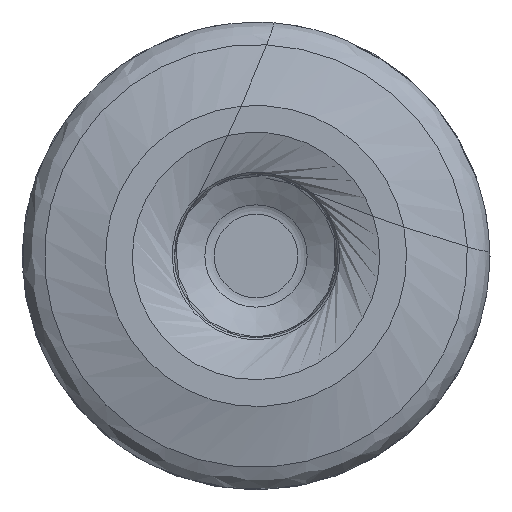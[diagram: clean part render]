
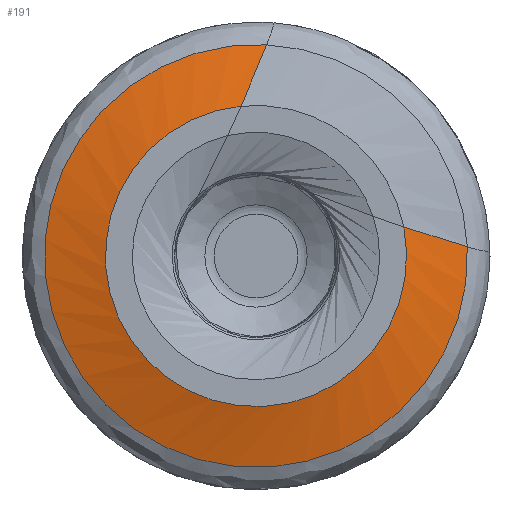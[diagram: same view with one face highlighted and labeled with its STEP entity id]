
A CAD part, left-side view. The second image highlights one B-rep face of the part: STEP entity #191.
In plain terms, the highlighted free-form (B-spline) face has degree [1, 3] with [2, 7] control points.
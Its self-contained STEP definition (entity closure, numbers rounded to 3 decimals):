
#41=(
BOUNDED_SURFACE()
B_SPLINE_SURFACE(1,3,((#1164,#1165,#1166,#1167,#1168,#1169,#1170),(#1171,
#1172,#1173,#1174,#1175,#1176,#1177)),.UNSPECIFIED.,.F.,.F.,.F.)
B_SPLINE_SURFACE_WITH_KNOTS((2,2),(4,3,4),(0.,1.),(0.,0.5,1.),
 .UNSPECIFIED.)
GEOMETRIC_REPRESENTATION_ITEM()
RATIONAL_B_SPLINE_SURFACE(((1.,0.574,0.574,1.,0.574,
0.574,1.),(1.,0.574,0.574,1.,0.574,
0.574,1.)))
REPRESENTATION_ITEM('')
SURFACE()
);
#68=LINE('',#1162,#86);
#69=LINE('',#1163,#87);
#86=VECTOR('',#812,1.);
#87=VECTOR('',#813,1.);
#146=FACE_OUTER_BOUND('',#300,.T.);
#191=ADVANCED_FACE('',(#146),#41,.F.);
#300=EDGE_LOOP('',(#394,#395,#396,#397));
#394=ORIENTED_EDGE('',*,*,#544,.F.);
#395=ORIENTED_EDGE('',*,*,#545,.F.);
#396=ORIENTED_EDGE('',*,*,#541,.T.);
#397=ORIENTED_EDGE('',*,*,#546,.F.);
#488=VERTEX_POINT('',#1154);
#489=VERTEX_POINT('',#1155);
#490=VERTEX_POINT('',#1160);
#491=VERTEX_POINT('',#1161);
#541=EDGE_CURVE('',#488,#489,#597,.T.);
#544=EDGE_CURVE('',#490,#491,#598,.T.);
#545=EDGE_CURVE('',#488,#490,#68,.T.);
#546=EDGE_CURVE('',#491,#489,#69,.T.);
#597=CIRCLE('',#665,8.045);
#598=CIRCLE('',#667,11.297);
#665=AXIS2_PLACEMENT_3D('',#1153,#804,#805);
#667=AXIS2_PLACEMENT_3D('',#1159,#810,#811);
#804=DIRECTION('',(1.,0.,0.));
#805=DIRECTION('',(0.,-0.981,0.193));
#810=DIRECTION('',(1.,0.,0.));
#811=DIRECTION('',(0.,-0.999,0.044));
#812=DIRECTION('',(0.24,-0.927,-0.288));
#813=DIRECTION('',(-0.24,0.374,-0.896));
#1153=CARTESIAN_POINT('',(0.,0.,0.));
#1154=CARTESIAN_POINT('',(0.,-7.894,1.551));
#1155=CARTESIAN_POINT('',(0.,0.798,8.006));
#1159=CARTESIAN_POINT('',(0.879,0.,0.));
#1160=CARTESIAN_POINT('',(0.879,-11.286,0.497));
#1161=CARTESIAN_POINT('',(0.879,-0.572,11.283));
#1162=CARTESIAN_POINT('',(0.,-7.894,1.551));
#1163=CARTESIAN_POINT('',(0.,0.798,8.006));
#1164=CARTESIAN_POINT('',(0.,-7.894,1.551));
#1165=CARTESIAN_POINT('',(0.,-9.575,-7.004));
#1166=CARTESIAN_POINT('',(0.,-2.202,-11.657));
#1167=CARTESIAN_POINT('',(0.,4.797,-6.459));
#1168=CARTESIAN_POINT('',(0.,11.796,-1.262));
#1169=CARTESIAN_POINT('',(0.,9.473,7.141));
#1170=CARTESIAN_POINT('',(0.,0.798,8.006));
#1171=CARTESIAN_POINT('',(0.879,-11.286,0.497));
#1172=CARTESIAN_POINT('',(0.879,-11.825,-11.733));
#1173=CARTESIAN_POINT('',(0.879,-0.613,-16.646));
#1174=CARTESIAN_POINT('',(0.879,8.015,-7.962));
#1175=CARTESIAN_POINT('',(0.879,16.642,0.723));
#1176=CARTESIAN_POINT('',(0.879,11.654,11.902));
#1177=CARTESIAN_POINT('',(0.879,-0.572,11.283));
